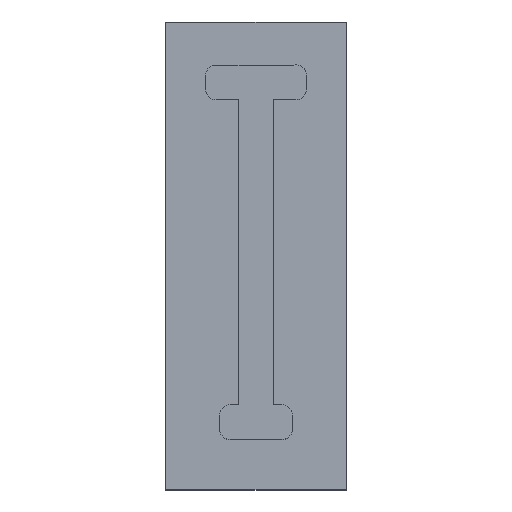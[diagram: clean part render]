
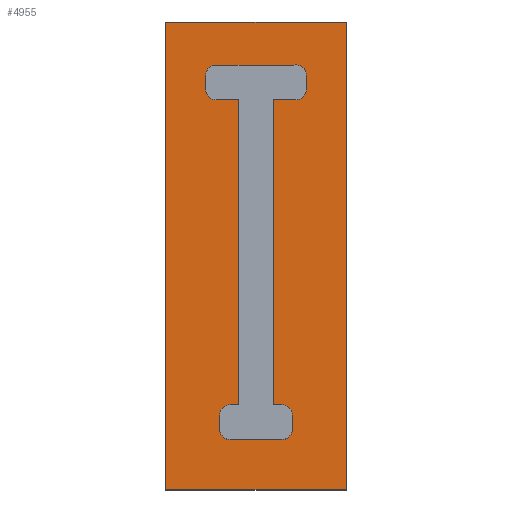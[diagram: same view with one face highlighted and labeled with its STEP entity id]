
A CAD part, top view. The second image highlights one B-rep face of the part: STEP entity #4955.
In plain terms, the highlighted planar face has unit normal (0, 0, 1).
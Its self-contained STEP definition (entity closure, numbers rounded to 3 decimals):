
#3061=DIRECTION('',(0.,-1.,0.));
#3062=VECTOR('',#3061,13.5);
#3063=CARTESIAN_POINT('',(0.,13.5,1.3));
#3064=LINE('',#3063,#3062);
#3075=DIRECTION('',(-1.,0.,0.));
#3076=VECTOR('',#3075,5.2);
#3077=CARTESIAN_POINT('',(5.2,13.5,1.3));
#3078=LINE('',#3077,#3076);
#3089=DIRECTION('',(0.,1.,0.));
#3090=VECTOR('',#3089,13.5);
#3091=CARTESIAN_POINT('',(5.2,0.,1.3));
#3092=LINE('',#3091,#3090);
#3103=DIRECTION('',(1.,0.,0.));
#3104=VECTOR('',#3103,5.2);
#3105=CARTESIAN_POINT('',(0.,0.,1.3));
#3106=LINE('',#3105,#3104);
#3117=DIRECTION('',(0.,1.,0.));
#3118=VECTOR('',#3117,8.8);
#3119=CARTESIAN_POINT('',(3.1,2.45,1.3));
#3120=LINE('',#3119,#3118);
#3124=DIRECTION('',(1.,0.,0.));
#3125=VECTOR('',#3124,0.65);
#3126=CARTESIAN_POINT('',(3.1,11.25,1.3));
#3127=LINE('',#3126,#3125);
#3131=CARTESIAN_POINT('',(3.75,11.55,1.3));
#3132=DIRECTION('',(0.,0.,1.));
#3133=DIRECTION('',(0.,-1.,0.));
#3134=AXIS2_PLACEMENT_3D('',#3131,#3132,#3133);
#3139=DIRECTION('',(0.,1.,0.));
#3140=VECTOR('',#3139,0.4);
#3141=CARTESIAN_POINT('',(4.05,11.55,1.3));
#3142=LINE('',#3141,#3140);
#3146=CARTESIAN_POINT('',(3.75,11.958,1.3));
#3147=DIRECTION('',(0.,0.,1.));
#3148=DIRECTION('',(1.,-0.026,0.));
#3149=AXIS2_PLACEMENT_3D('',#3146,#3147,#3148);
#3154=CARTESIAN_POINT('',(3.75,11.958,1.3));
#3155=DIRECTION('',(0.,0.,1.));
#3156=DIRECTION('',(1.,0.,0.));
#3157=AXIS2_PLACEMENT_3D('',#3154,#3155,#3156);
#3162=DIRECTION('',(-1.,0.,0.));
#3163=VECTOR('',#3162,2.3);
#3164=CARTESIAN_POINT('',(3.682,12.25,1.3));
#3165=LINE('',#3164,#3163);
#3169=CARTESIAN_POINT('',(1.45,11.958,1.3));
#3170=DIRECTION('',(0.,0.,1.));
#3171=DIRECTION('',(-0.227,0.974,0.));
#3172=AXIS2_PLACEMENT_3D('',#3169,#3170,#3171);
#3177=CARTESIAN_POINT('',(1.45,11.958,1.3));
#3178=DIRECTION('',(0.,0.,1.));
#3179=DIRECTION('',(-1.,0.,0.));
#3180=AXIS2_PLACEMENT_3D('',#3177,#3178,#3179);
#3185=DIRECTION('',(0.,-1.,0.));
#3186=VECTOR('',#3185,0.4);
#3187=CARTESIAN_POINT('',(1.15,11.95,1.3));
#3188=LINE('',#3187,#3186);
#3192=CARTESIAN_POINT('',(1.45,11.55,1.3));
#3193=DIRECTION('',(0.,0.,1.));
#3194=DIRECTION('',(-1.,0.,0.));
#3195=AXIS2_PLACEMENT_3D('',#3192,#3193,#3194);
#3200=DIRECTION('',(1.,0.,0.));
#3201=VECTOR('',#3200,0.65);
#3202=CARTESIAN_POINT('',(1.45,11.25,1.3));
#3203=LINE('',#3202,#3201);
#3207=DIRECTION('',(0.,-1.,0.));
#3208=VECTOR('',#3207,8.8);
#3209=CARTESIAN_POINT('',(2.1,11.25,1.3));
#3210=LINE('',#3209,#3208);
#3214=DIRECTION('',(-1.,0.,0.));
#3215=VECTOR('',#3214,0.25);
#3216=CARTESIAN_POINT('',(2.1,2.45,1.3));
#3217=LINE('',#3216,#3215);
#3221=CARTESIAN_POINT('',(1.85,2.15,1.3));
#3222=DIRECTION('',(0.,0.,1.));
#3223=DIRECTION('',(0.,1.,0.));
#3224=AXIS2_PLACEMENT_3D('',#3221,#3222,#3223);
#3229=DIRECTION('',(0.,-1.,0.));
#3230=VECTOR('',#3229,0.4);
#3231=CARTESIAN_POINT('',(1.55,2.15,1.3));
#3232=LINE('',#3231,#3230);
#3236=CARTESIAN_POINT('',(1.85,1.75,1.3));
#3237=DIRECTION('',(0.,0.,1.));
#3238=DIRECTION('',(-1.,0.,0.));
#3239=AXIS2_PLACEMENT_3D('',#3236,#3237,#3238);
#3244=DIRECTION('',(1.,0.,0.));
#3245=VECTOR('',#3244,1.5);
#3246=CARTESIAN_POINT('',(1.85,1.45,1.3));
#3247=LINE('',#3246,#3245);
#3251=CARTESIAN_POINT('',(3.35,1.75,1.3));
#3252=DIRECTION('',(0.,0.,1.));
#3253=DIRECTION('',(0.,-1.,0.));
#3254=AXIS2_PLACEMENT_3D('',#3251,#3252,#3253);
#3259=DIRECTION('',(0.,1.,0.));
#3260=VECTOR('',#3259,0.4);
#3261=CARTESIAN_POINT('',(3.65,1.75,1.3));
#3262=LINE('',#3261,#3260);
#3266=CARTESIAN_POINT('',(3.35,2.15,1.3));
#3267=DIRECTION('',(0.,0.,1.));
#3268=DIRECTION('',(1.,0.,0.));
#3269=AXIS2_PLACEMENT_3D('',#3266,#3267,#3268);
#3274=DIRECTION('',(-1.,0.,0.));
#3275=VECTOR('',#3274,0.25);
#3276=CARTESIAN_POINT('',(3.35,2.45,1.3));
#3277=LINE('',#3276,#3275);
#4497=CARTESIAN_POINT('',(0.,13.5,1.3));
#4498=VERTEX_POINT('',#4497);
#4499=CARTESIAN_POINT('',(0.,0.,1.3));
#4500=VERTEX_POINT('',#4499);
#4501=CARTESIAN_POINT('',(5.2,13.5,1.3));
#4502=VERTEX_POINT('',#4501);
#4503=CARTESIAN_POINT('',(5.2,0.,1.3));
#4504=VERTEX_POINT('',#4503);
#4505=CARTESIAN_POINT('',(3.1,2.45,1.3));
#4506=CARTESIAN_POINT('',(3.1,11.25,1.3));
#4507=VERTEX_POINT('',#4505);
#4508=VERTEX_POINT('',#4506);
#4509=CARTESIAN_POINT('',(3.75,11.25,1.3));
#4510=VERTEX_POINT('',#4509);
#4511=CARTESIAN_POINT('',(4.05,11.55,1.3));
#4512=VERTEX_POINT('',#4511);
#4513=CARTESIAN_POINT('',(4.05,11.95,1.3));
#4514=VERTEX_POINT('',#4513);
#4515=CARTESIAN_POINT('',(4.05,11.958,1.3));
#4516=CARTESIAN_POINT('',(3.682,12.25,1.3));
#4517=VERTEX_POINT('',#4515);
#4518=VERTEX_POINT('',#4516);
#4519=CARTESIAN_POINT('',(1.382,12.25,1.3));
#4520=VERTEX_POINT('',#4519);
#4521=CARTESIAN_POINT('',(1.15,11.958,1.3));
#4522=VERTEX_POINT('',#4521);
#4523=CARTESIAN_POINT('',(1.15,11.95,1.3));
#4524=VERTEX_POINT('',#4523);
#4525=CARTESIAN_POINT('',(1.15,11.55,1.3));
#4526=VERTEX_POINT('',#4525);
#4527=CARTESIAN_POINT('',(1.45,11.25,1.3));
#4528=VERTEX_POINT('',#4527);
#4529=CARTESIAN_POINT('',(2.1,11.25,1.3));
#4530=VERTEX_POINT('',#4529);
#4531=CARTESIAN_POINT('',(2.1,2.45,1.3));
#4532=VERTEX_POINT('',#4531);
#4533=CARTESIAN_POINT('',(1.85,2.45,1.3));
#4534=VERTEX_POINT('',#4533);
#4535=CARTESIAN_POINT('',(1.55,2.15,1.3));
#4536=VERTEX_POINT('',#4535);
#4537=CARTESIAN_POINT('',(1.55,1.75,1.3));
#4538=VERTEX_POINT('',#4537);
#4539=CARTESIAN_POINT('',(1.85,1.45,1.3));
#4540=VERTEX_POINT('',#4539);
#4541=CARTESIAN_POINT('',(3.35,1.45,1.3));
#4542=VERTEX_POINT('',#4541);
#4543=CARTESIAN_POINT('',(3.65,1.75,1.3));
#4544=VERTEX_POINT('',#4543);
#4545=CARTESIAN_POINT('',(3.65,2.15,1.3));
#4546=VERTEX_POINT('',#4545);
#4547=CARTESIAN_POINT('',(3.35,2.45,1.3));
#4548=VERTEX_POINT('',#4547);
#4898=CARTESIAN_POINT('',(0.,0.,1.3));
#4899=DIRECTION('',(0.,0.,-1.));
#4900=DIRECTION('',(-1.,0.,0.));
#4901=AXIS2_PLACEMENT_3D('',#4898,#4899,#4900);
#4902=PLANE('',#4901);
#4903=ORIENTED_EDGE('',*,*,#4822,.F.);
#4904=ORIENTED_EDGE('',*,*,#4844,.F.);
#4905=ORIENTED_EDGE('',*,*,#4865,.F.);
#4906=ORIENTED_EDGE('',*,*,#4885,.F.);
#4907=EDGE_LOOP('',(#4903,#4904,#4905,#4906));
#4908=FACE_OUTER_BOUND('',#4907,.F.);
#4910=ORIENTED_EDGE('',*,*,#4909,.T.);
#4912=ORIENTED_EDGE('',*,*,#4911,.T.);
#4914=ORIENTED_EDGE('',*,*,#4913,.T.);
#4916=ORIENTED_EDGE('',*,*,#4915,.T.);
#4918=ORIENTED_EDGE('',*,*,#4917,.T.);
#4920=ORIENTED_EDGE('',*,*,#4919,.T.);
#4922=ORIENTED_EDGE('',*,*,#4921,.T.);
#4924=ORIENTED_EDGE('',*,*,#4923,.T.);
#4926=ORIENTED_EDGE('',*,*,#4925,.T.);
#4928=ORIENTED_EDGE('',*,*,#4927,.T.);
#4930=ORIENTED_EDGE('',*,*,#4929,.T.);
#4932=ORIENTED_EDGE('',*,*,#4931,.T.);
#4934=ORIENTED_EDGE('',*,*,#4933,.T.);
#4936=ORIENTED_EDGE('',*,*,#4935,.T.);
#4938=ORIENTED_EDGE('',*,*,#4937,.T.);
#4940=ORIENTED_EDGE('',*,*,#4939,.T.);
#4942=ORIENTED_EDGE('',*,*,#4941,.T.);
#4944=ORIENTED_EDGE('',*,*,#4943,.T.);
#4946=ORIENTED_EDGE('',*,*,#4945,.T.);
#4948=ORIENTED_EDGE('',*,*,#4947,.T.);
#4950=ORIENTED_EDGE('',*,*,#4949,.T.);
#4952=ORIENTED_EDGE('',*,*,#4951,.T.);
#4953=EDGE_LOOP('',(#4910,#4912,#4914,#4916,#4918,#4920,#4922,#4924,#4926,#4928,
#4930,#4932,#4934,#4936,#4938,#4940,#4942,#4944,#4946,#4948,#4950,#4952));
#4954=FACE_BOUND('',#4953,.F.);
#3135=CIRCLE('',#3134,0.3);
#3150=CIRCLE('',#3149,0.3);
#3158=CIRCLE('',#3157,0.3);
#3173=CIRCLE('',#3172,0.3);
#3181=CIRCLE('',#3180,0.3);
#3196=CIRCLE('',#3195,0.3);
#3225=CIRCLE('',#3224,0.3);
#3240=CIRCLE('',#3239,0.3);
#3255=CIRCLE('',#3254,0.3);
#3270=CIRCLE('',#3269,0.3);
#4822=EDGE_CURVE('',#4498,#4500,#3064,.T.);
#4844=EDGE_CURVE('',#4502,#4498,#3078,.T.);
#4865=EDGE_CURVE('',#4504,#4502,#3092,.T.);
#4885=EDGE_CURVE('',#4500,#4504,#3106,.T.);
#4909=EDGE_CURVE('',#4507,#4508,#3120,.T.);
#4911=EDGE_CURVE('',#4508,#4510,#3127,.T.);
#4913=EDGE_CURVE('',#4510,#4512,#3135,.T.);
#4915=EDGE_CURVE('',#4512,#4514,#3142,.T.);
#4917=EDGE_CURVE('',#4514,#4517,#3150,.T.);
#4919=EDGE_CURVE('',#4517,#4518,#3158,.T.);
#4921=EDGE_CURVE('',#4518,#4520,#3165,.T.);
#4923=EDGE_CURVE('',#4520,#4522,#3173,.T.);
#4925=EDGE_CURVE('',#4522,#4524,#3181,.T.);
#4927=EDGE_CURVE('',#4524,#4526,#3188,.T.);
#4929=EDGE_CURVE('',#4526,#4528,#3196,.T.);
#4931=EDGE_CURVE('',#4528,#4530,#3203,.T.);
#4933=EDGE_CURVE('',#4530,#4532,#3210,.T.);
#4935=EDGE_CURVE('',#4532,#4534,#3217,.T.);
#4937=EDGE_CURVE('',#4534,#4536,#3225,.T.);
#4939=EDGE_CURVE('',#4536,#4538,#3232,.T.);
#4941=EDGE_CURVE('',#4538,#4540,#3240,.T.);
#4943=EDGE_CURVE('',#4540,#4542,#3247,.T.);
#4945=EDGE_CURVE('',#4542,#4544,#3255,.T.);
#4947=EDGE_CURVE('',#4544,#4546,#3262,.T.);
#4949=EDGE_CURVE('',#4546,#4548,#3270,.T.);
#4951=EDGE_CURVE('',#4548,#4507,#3277,.T.);
#4955=ADVANCED_FACE('',(#4908,#4954),#4902,.F.);
